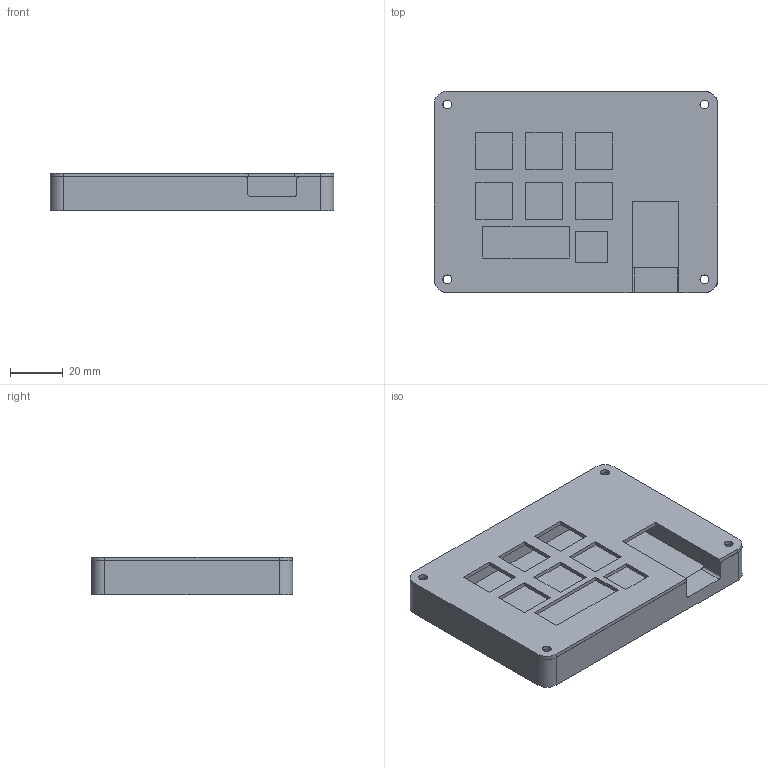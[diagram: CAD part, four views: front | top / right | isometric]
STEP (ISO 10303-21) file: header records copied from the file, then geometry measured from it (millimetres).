
FILE_DESCRIPTION(/* description */ (''),/* implementation_level */ '2;1');
FILE_NAME(/* name */ 'Macropad Joined.step',/* time_stamp */ '2025-11-29T21:43:06-08:00',/* author */ (''),/* organization */ (''),/* preprocessor_version */ 'ST-DEVELOPER v20.1',/* originating_system */ 'Autodesk Translation Framework v14.21.0.0',/* authorisation */ '');
FILE_SCHEMA (('AUTOMOTIVE_DESIGN { 1 0 10303 214 3 1 1 }'));
Length unit declared in the file: millimetre
Products named in the file (20): 2025-11-29-21-39-26-751; 2025-11-26-18-30-41-642; 2025-11-26-18-32-40-418; 2025-11-27-03-19-23-442; 2025-11-27-03-19-23-443; 2025-11-27-03-19-23-443_1; 2025-11-27-03-19-23-443_2; 2025-11-27-03-19-23-443_3; 2025-11-27-03-19-23-447; 2025-11-27-03-19-23-448; 2025-11-27-03-19-23-449; 2025-11-27-03-19-23-450; 2025-11-27-03-19-23-451; 2025-11-27-03-19-23-443_4; 2025-11-27-03-19-23-446; 2025-11-27-03-19-23-443_5; 2025-11-27-03-19-23-444; 2025-11-27-03-19-23-445; 2025-11-27-03-19-23-452; 2025-11-27-03-19-23-453
Assembly tree (40 placements, depth 4):
  2025-11-29-21-39-26-751
    2025-11-26-18-30-41-642
      2025-11-26-18-32-40-418
    2025-11-27-03-19-23-442
      2025-11-27-03-19-23-443
        2025-11-27-03-19-23-444  x2
        2025-11-27-03-19-23-445
      2025-11-27-03-19-23-446  x6
      2025-11-27-03-19-23-443_1
        2025-11-27-03-19-23-444  x2
        2025-11-27-03-19-23-445
      2025-11-27-03-19-23-443_2
        2025-11-27-03-19-23-444  x2
        2025-11-27-03-19-23-445
      2025-11-27-03-19-23-443_3
        2025-11-27-03-19-23-444  x2
        2025-11-27-03-19-23-445
      2025-11-27-03-19-23-447
      2025-11-27-03-19-23-448
        2025-11-27-03-19-23-449
        2025-11-27-03-19-23-450
        2025-11-27-03-19-23-451
      2025-11-27-03-19-23-443_4
        2025-11-27-03-19-23-444  x2
        2025-11-27-03-19-23-445
      2025-11-27-03-19-23-443_5
        2025-11-27-03-19-23-444  x2
        2025-11-27-03-19-23-445
      2025-11-27-03-19-23-452
      2025-11-27-03-19-23-453
Bounding box: 108.03 x 76.62 x 14.46 mm (x, y, z)
Volume: 64200.7 mm3; surface area: 37634.9 mm2
Topology: 2 solids, 2 shells, 84 faces, 228 edges, 152 vertices
Faces by surface type: plane 60, cylinder 24
Full cylindrical faces by diameter (mm): 3.4 x8, 6 x4
Entity records: 3385 total; most frequent: DIRECTION 564, CARTESIAN_POINT 524, ORIENTED_EDGE 456, EDGE_CURVE 228, AXIS2_PLACEMENT_3D 192, LINE 180, VECTOR 180, VERTEX_POINT 152
